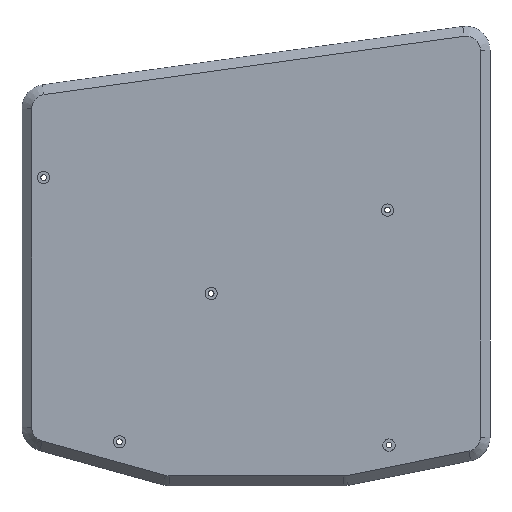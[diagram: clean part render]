
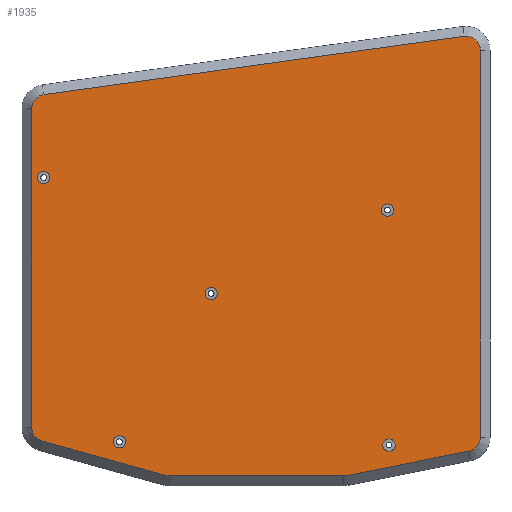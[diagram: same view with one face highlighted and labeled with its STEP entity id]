
A CAD part, front view. The second image highlights one B-rep face of the part: STEP entity #1935.
In plain terms, the highlighted planar face has unit normal (0, -1, 0).
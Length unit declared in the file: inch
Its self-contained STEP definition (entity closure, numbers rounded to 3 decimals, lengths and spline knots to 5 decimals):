
#44=FACE_BOUND('',#287,.T.);
#45=FACE_BOUND('',#288,.T.);
#46=FACE_BOUND('',#289,.T.);
#47=FACE_BOUND('',#290,.T.);
#48=FACE_BOUND('',#291,.T.);
#109=PLANE('',#2079);
#181=FACE_OUTER_BOUND('',#286,.T.);
#286=EDGE_LOOP('',(#1362,#1363,#1364,#1365,#1366,#1367,#1368,#1369,#1370,
#1371,#1372,#1373));
#287=EDGE_LOOP('',(#1374));
#288=EDGE_LOOP('',(#1375));
#289=EDGE_LOOP('',(#1376));
#290=EDGE_LOOP('',(#1377));
#291=EDGE_LOOP('',(#1378));
#393=CIRCLE('',#2045,0.11417);
#395=CIRCLE('',#2049,0.11417);
#397=CIRCLE('',#2053,0.11417);
#399=CIRCLE('',#2057,0.11417);
#401=CIRCLE('',#2061,0.11417);
#403=CIRCLE('',#2065,0.11417);
#410=CIRCLE('',#2080,0.04921);
#411=CIRCLE('',#2081,0.04921);
#412=CIRCLE('',#2082,0.04921);
#413=CIRCLE('',#2083,0.04921);
#414=CIRCLE('',#2084,0.04921);
#476=LINE('',#2838,#660);
#480=LINE('',#2850,#664);
#484=LINE('',#2862,#668);
#488=LINE('',#2874,#672);
#492=LINE('',#2886,#676);
#495=LINE('',#2895,#679);
#660=VECTOR('',#2255,0.3937);
#664=VECTOR('',#2267,0.3937);
#668=VECTOR('',#2279,0.3937);
#672=VECTOR('',#2291,0.3937);
#676=VECTOR('',#2303,0.3937);
#679=VECTOR('',#2314,0.3937);
#842=VERTEX_POINT('',#2827);
#843=VERTEX_POINT('',#2829);
#846=VERTEX_POINT('',#2836);
#848=VERTEX_POINT('',#2842);
#850=VERTEX_POINT('',#2848);
#852=VERTEX_POINT('',#2854);
#854=VERTEX_POINT('',#2860);
#856=VERTEX_POINT('',#2866);
#858=VERTEX_POINT('',#2872);
#860=VERTEX_POINT('',#2878);
#862=VERTEX_POINT('',#2884);
#864=VERTEX_POINT('',#2890);
#886=VERTEX_POINT('',#2952);
#887=VERTEX_POINT('',#2954);
#888=VERTEX_POINT('',#2956);
#889=VERTEX_POINT('',#2958);
#890=VERTEX_POINT('',#2960);
#1013=EDGE_CURVE('',#842,#843,#393,.T.);
#1017=EDGE_CURVE('',#846,#842,#476,.T.);
#1020=EDGE_CURVE('',#848,#846,#395,.T.);
#1023=EDGE_CURVE('',#850,#848,#480,.T.);
#1026=EDGE_CURVE('',#852,#850,#397,.T.);
#1029=EDGE_CURVE('',#854,#852,#484,.T.);
#1032=EDGE_CURVE('',#856,#854,#399,.T.);
#1035=EDGE_CURVE('',#858,#856,#488,.T.);
#1038=EDGE_CURVE('',#860,#858,#401,.T.);
#1041=EDGE_CURVE('',#862,#860,#492,.T.);
#1044=EDGE_CURVE('',#864,#862,#403,.T.);
#1046=EDGE_CURVE('',#843,#864,#495,.T.);
#1075=EDGE_CURVE('',#886,#886,#410,.T.);
#1076=EDGE_CURVE('',#887,#887,#411,.T.);
#1077=EDGE_CURVE('',#888,#888,#412,.T.);
#1078=EDGE_CURVE('',#889,#889,#413,.T.);
#1079=EDGE_CURVE('',#890,#890,#414,.T.);
#1362=ORIENTED_EDGE('',*,*,#1013,.F.);
#1363=ORIENTED_EDGE('',*,*,#1017,.F.);
#1364=ORIENTED_EDGE('',*,*,#1020,.F.);
#1365=ORIENTED_EDGE('',*,*,#1023,.F.);
#1366=ORIENTED_EDGE('',*,*,#1026,.F.);
#1367=ORIENTED_EDGE('',*,*,#1029,.F.);
#1368=ORIENTED_EDGE('',*,*,#1032,.F.);
#1369=ORIENTED_EDGE('',*,*,#1035,.F.);
#1370=ORIENTED_EDGE('',*,*,#1038,.F.);
#1371=ORIENTED_EDGE('',*,*,#1041,.F.);
#1372=ORIENTED_EDGE('',*,*,#1044,.F.);
#1373=ORIENTED_EDGE('',*,*,#1046,.F.);
#1374=ORIENTED_EDGE('',*,*,#1075,.T.);
#1375=ORIENTED_EDGE('',*,*,#1076,.T.);
#1376=ORIENTED_EDGE('',*,*,#1077,.T.);
#1377=ORIENTED_EDGE('',*,*,#1078,.T.);
#1378=ORIENTED_EDGE('',*,*,#1079,.T.);
#1935=ADVANCED_FACE('',(#181,#44,#45,#46,#47,#48),#109,.F.);
#2045=AXIS2_PLACEMENT_3D('',#2830,#2247,#2248);
#2049=AXIS2_PLACEMENT_3D('',#2844,#2260,#2261);
#2053=AXIS2_PLACEMENT_3D('',#2856,#2272,#2273);
#2057=AXIS2_PLACEMENT_3D('',#2868,#2284,#2285);
#2061=AXIS2_PLACEMENT_3D('',#2880,#2296,#2297);
#2065=AXIS2_PLACEMENT_3D('',#2892,#2308,#2309);
#2079=AXIS2_PLACEMENT_3D('',#2951,#2360,#2361);
#2080=AXIS2_PLACEMENT_3D('',#2953,#2362,#2363);
#2081=AXIS2_PLACEMENT_3D('',#2955,#2364,#2365);
#2082=AXIS2_PLACEMENT_3D('',#2957,#2366,#2367);
#2083=AXIS2_PLACEMENT_3D('',#2959,#2368,#2369);
#2084=AXIS2_PLACEMENT_3D('',#2961,#2370,#2371);
#2247=DIRECTION('center_axis',(0.,1.,0.));
#2248=DIRECTION('ref_axis',(-1.,0.,0.));
#2255=DIRECTION('',(0.,0.,1.));
#2260=DIRECTION('center_axis',(0.,1.,0.));
#2261=DIRECTION('ref_axis',(-0.268,0.,-0.964));
#2267=DIRECTION('',(-0.964,0.,0.268));
#2272=DIRECTION('center_axis',(0.,1.,0.));
#2273=DIRECTION('ref_axis',(0.,0.,-1.));
#2279=DIRECTION('',(-1.,0.,0.));
#2284=DIRECTION('center_axis',(0.,1.,0.));
#2285=DIRECTION('ref_axis',(0.196,0.,-0.981));
#2291=DIRECTION('',(-0.981,0.,-0.196));
#2296=DIRECTION('center_axis',(0.,1.,0.));
#2297=DIRECTION('ref_axis',(1.,0.,0.));
#2303=DIRECTION('',(0.,0.,-1.));
#2308=DIRECTION('center_axis',(0.,1.,0.));
#2309=DIRECTION('ref_axis',(-0.138,0.,0.99));
#2314=DIRECTION('',(0.99,0.,0.138));
#2360=DIRECTION('center_axis',(0.,1.,0.));
#2361=DIRECTION('ref_axis',(0.,0.,1.));
#2362=DIRECTION('center_axis',(0.,1.,0.));
#2363=DIRECTION('ref_axis',(1.,0.,0.));
#2364=DIRECTION('center_axis',(0.,1.,0.));
#2365=DIRECTION('ref_axis',(1.,0.,0.));
#2366=DIRECTION('center_axis',(0.,1.,0.));
#2367=DIRECTION('ref_axis',(1.,0.,0.));
#2368=DIRECTION('center_axis',(0.,1.,0.));
#2369=DIRECTION('ref_axis',(1.,0.,0.));
#2370=DIRECTION('center_axis',(0.,1.,0.));
#2371=DIRECTION('ref_axis',(1.,0.,0.));
#2827=CARTESIAN_POINT('',(-1.20129,-0.28543,2.65179));
#2829=CARTESIAN_POINT('',(-1.10283,-0.28543,2.76488));
#2830=CARTESIAN_POINT('Origin',(-1.08712,-0.28543,2.65179));
#2836=CARTESIAN_POINT('',(-1.20129,-0.28543,0.08747));
#2838=CARTESIAN_POINT('',(-1.20129,-0.28543,2.0591));
#2842=CARTESIAN_POINT('',(-1.11768,-0.28543,-0.02254));
#2844=CARTESIAN_POINT('Origin',(-1.08712,-0.28543,0.08747));
#2848=CARTESIAN_POINT('',(-0.12555,-0.28543,-0.29813));
#2850=CARTESIAN_POINT('',(-0.51149,-0.28543,-0.19092));
#2854=CARTESIAN_POINT('',(-0.095,-0.28543,-0.30229));
#2856=CARTESIAN_POINT('Origin',(-0.095,-0.28543,-0.18812));
#2860=CARTESIAN_POINT('',(1.30591,-0.28543,-0.30229));
#2862=CARTESIAN_POINT('',(0.25343,-0.28543,-0.30229));
#2866=CARTESIAN_POINT('',(1.32829,-0.28543,-0.30008));
#2868=CARTESIAN_POINT('Origin',(1.30591,-0.28543,-0.18812));
#2872=CARTESIAN_POINT('',(2.31321,-0.28543,-0.10323));
#2874=CARTESIAN_POINT('',(1.14877,-0.28543,-0.33596));
#2878=CARTESIAN_POINT('',(2.405,-0.28543,0.00873));
#2880=CARTESIAN_POINT('Origin',(2.29083,-0.28543,0.00873));
#2884=CARTESIAN_POINT('',(2.405,-0.28543,3.12095));
#2886=CARTESIAN_POINT('',(2.405,-0.28543,0.73757));
#2890=CARTESIAN_POINT('',(2.27512,-0.28543,3.23404));
#2892=CARTESIAN_POINT('Origin',(2.29083,-0.28543,3.12095));
#2895=CARTESIAN_POINT('',(1.33389,-0.28543,3.10331));
#2951=CARTESIAN_POINT('Origin',(0.60185,-0.28543,1.46641));
#2952=CARTESIAN_POINT('',(-1.15537,-0.28543,2.0973));
#2953=CARTESIAN_POINT('Origin',(-1.10616,-0.28543,2.0973));
#2954=CARTESIAN_POINT('',(1.6222,-0.28543,-0.05426));
#2955=CARTESIAN_POINT('Origin',(1.67141,-0.28543,-0.05426));
#2956=CARTESIAN_POINT('',(-0.54598,-0.28543,-0.02789));
#2957=CARTESIAN_POINT('Origin',(-0.49677,-0.28543,-0.02789));
#2958=CARTESIAN_POINT('',(0.19175,-0.28543,1.16621));
#2959=CARTESIAN_POINT('Origin',(0.24096,-0.28543,1.16621));
#2960=CARTESIAN_POINT('',(1.60907,-0.28543,1.8355));
#2961=CARTESIAN_POINT('Origin',(1.65829,-0.28543,1.8355));
